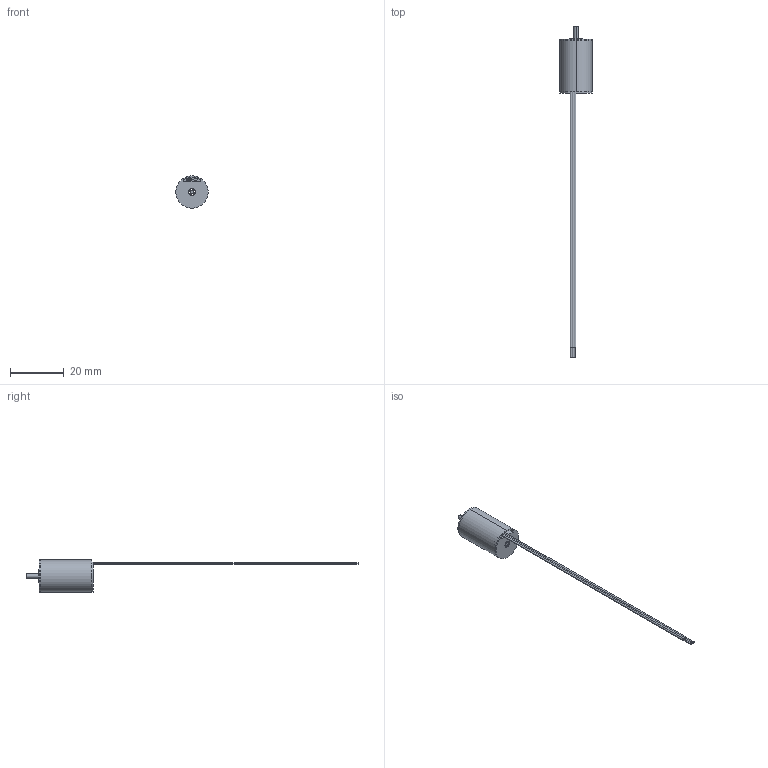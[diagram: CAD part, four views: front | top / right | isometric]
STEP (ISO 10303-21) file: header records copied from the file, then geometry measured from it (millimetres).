
FILE_DESCRIPTION (( 'STEP AP203' ), '1' );
FILE_NAME ('EC1220L.STEP', '2016-12-27T01:20:51', ( 'Sky123.Org' ), ( 'Sky123.Org' ), 'SwSTEP 2.0', 'SolidWorks 2013', '' );
FILE_SCHEMA (( 'CONFIG_CONTROL_DESIGN' ));
Length unit declared in the file: millimetre
Products named in the file (6): 01.14.0006 傷赽盄; EC1220L; 01.07.0001 儂褲; 01.01.0001 ヶ傷裔; 01.02.0001 綴傷裔; 01.10.0001 粣
Assembly tree (5 placements, depth 2):
  EC1220L
    01.07.0001 儂褲
    01.01.0001 ヶ傷裔
    01.02.0001 綴傷裔
    01.10.0001 粣
    01.14.0006 傷赽盄
Bounding box: 12 x 123.3 x 12 mm (x, y, z)
Volume: 939 mm3; surface area: 2948 mm2
Topology: 7 solids, 7 shells, 113 faces, 244 edges, 158 vertices
Faces by surface type: cylinder 65, plane 34, cone 10, torus 4
Entity records: 3787 total; most frequent: DIRECTION 631, CARTESIAN_POINT 535, ORIENTED_EDGE 488, AXIS2_PLACEMENT_3D 270, EDGE_CURVE 244, VERTEX_POINT 158, CIRCLE 149, EDGE_LOOP 136
